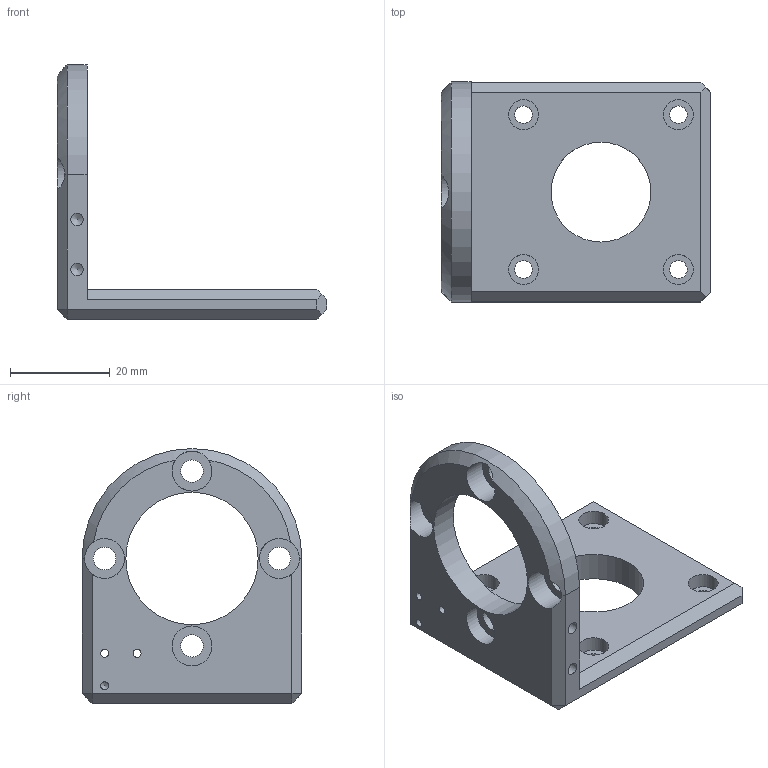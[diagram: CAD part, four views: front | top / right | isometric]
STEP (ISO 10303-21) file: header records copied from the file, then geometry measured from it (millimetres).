
FILE_DESCRIPTION(/* description */ ('STEP AP242','CAx-IF Rec.Pracs.---Representation and Presentation of Product Manufacturing Information (PMI)---4.0---2014-10-13','CAx-IF Rec.Pracs.---3D Tessellated Geometry---0.4---2014-09-14','2;1'),/* implementation_level */ '2;1');
FILE_NAME(/* name */ '6504677dddf89d4b42d12ef6',/* time_stamp */ '2023-09-15T14:17:34Z',/* author */ (''),/* organization */ (''),/* preprocessor_version */ 'ST-DEVELOPER v19.4',/* originating_system */ ' ',/* authorisation */ ' ');
FILE_SCHEMA (('AP242_MANAGED_MODEL_BASED_3D_ENGINEERING_MIM_LF { 1 0 10303 442 1 1 4 }'));
Length unit declared in the file: metre
Products named in the file (1): Part 1
Bounding box: 54 x 44 x 51 mm (x, y, z)
Volume: 16897.3 mm3; surface area: 9353.4 mm2
Topology: 1 solids, 1 shells, 60 faces, 152 edges, 100 vertices
Faces by surface type: plane 29, cylinder 26, cone 5
Full cylindrical faces by diameter (mm): 1.6 x3, 2.5 x3, 3.5 x4, 4.5 x4, 6 x4, 8 x4, 20 x1, 26.5 x1, 41.4 x1
Entity records: 1634 total; most frequent: DIRECTION 283, CARTESIAN_POINT 272, ORIENTED_EDGE 216, FACE_BOUND 123, EDGE_LOOP 119, AXIS2_PLACEMENT_3D 117, EDGE_CURVE 108, VERTEX_POINT 89
